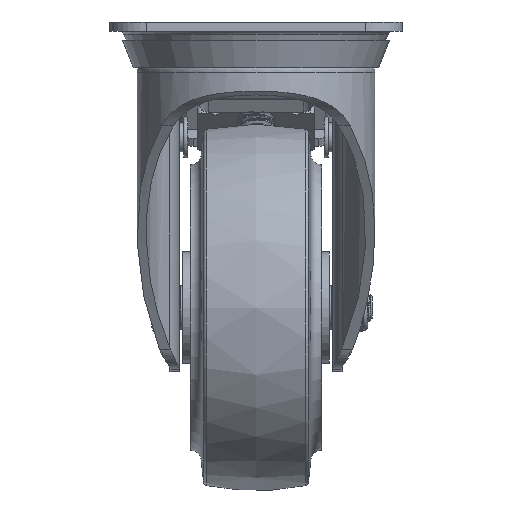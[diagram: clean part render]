
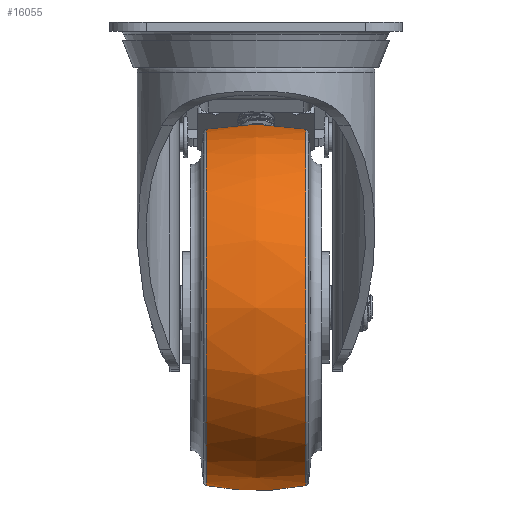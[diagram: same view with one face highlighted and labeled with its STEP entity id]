
A CAD part, left-side view. The second image highlights one B-rep face of the part: STEP entity #16055.
In plain terms, the highlighted free-form (B-spline) face has degree [2, 2] with [3, 9] control points.
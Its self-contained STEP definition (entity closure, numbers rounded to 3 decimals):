
#1436=(
BOUNDED_SURFACE()
B_SPLINE_SURFACE(2,2,((#23853,#23854,#23855,#23856,#23857,#23858,#23859,
#23860,#23861),(#23862,#23863,#23864,#23865,#23866,#23867,#23868,#23869,
#23870),(#23871,#23872,#23873,#23874,#23875,#23876,#23877,#23878,#23879)),
 .UNSPECIFIED.,.F.,.T.,.F.)
B_SPLINE_SURFACE_WITH_KNOTS((3,3),(3,2,2,2,3),(-0.199,0.199),
(-3.142,-1.571,0.,1.571,3.142),
 .UNSPECIFIED.)
GEOMETRIC_REPRESENTATION_ITEM()
RATIONAL_B_SPLINE_SURFACE(((1.,0.707,1.,0.707,1.,
0.707,1.,0.707,1.),(0.98,0.693,
0.98,0.693,0.98,0.693,
0.98,0.693,0.98),(1.,0.707,
1.,0.707,1.,0.707,1.,0.707,1.)))
REPRESENTATION_ITEM('')
SURFACE()
);
#1564=FACE_OUTER_BOUND('',#2505,.T.);
#2505=EDGE_LOOP('',(#10854,#10855,#10856,#10857));
#5737=CIRCLE('',#17262,48.649);
#5738=CIRCLE('',#17263,68.437);
#5739=CIRCLE('',#17264,48.649);
#6656=VERTEX_POINT('',#23850);
#6657=VERTEX_POINT('',#23880);
#8343=EDGE_CURVE('',#6656,#6656,#5737,.T.);
#8344=EDGE_CURVE('',#6656,#6657,#5738,.T.);
#8345=EDGE_CURVE('',#6657,#6657,#5739,.T.);
#10854=ORIENTED_EDGE('',*,*,#8343,.F.);
#10855=ORIENTED_EDGE('',*,*,#8344,.T.);
#10856=ORIENTED_EDGE('',*,*,#8345,.T.);
#10857=ORIENTED_EDGE('',*,*,#8344,.F.);
#16055=ADVANCED_FACE('',(#1564),#1436,.F.);
#17262=AXIS2_PLACEMENT_3D('',#23852,#19104,#19105);
#17263=AXIS2_PLACEMENT_3D('',#23881,#19106,#19107);
#17264=AXIS2_PLACEMENT_3D('',#23882,#19108,#19109);
#19104=DIRECTION('center_axis',(0.,1.,0.));
#19105=DIRECTION('ref_axis',(0.,0.,1.));
#19106=DIRECTION('center_axis',(-1.,0.,0.));
#19107=DIRECTION('ref_axis',(0.,0.,
-1.));
#19108=DIRECTION('center_axis',(0.,1.,0.));
#19109=DIRECTION('ref_axis',(0.,0.,1.));
#23850=CARTESIAN_POINT('',(0.,13.53,-48.649));
#23852=CARTESIAN_POINT('Origin',(0.,13.53,0.));
#23853=CARTESIAN_POINT('Ctrl Pts',(0.,-13.53,-48.649));
#23854=CARTESIAN_POINT('Ctrl Pts',(-48.649,-13.53,
-48.649));
#23855=CARTESIAN_POINT('Ctrl Pts',(-48.649,-13.53,
0.));
#23856=CARTESIAN_POINT('Ctrl Pts',(-48.649,-13.53,
48.649));
#23857=CARTESIAN_POINT('Ctrl Pts',(0.,-13.53,48.649));
#23858=CARTESIAN_POINT('Ctrl Pts',(48.649,-13.53,48.649));
#23859=CARTESIAN_POINT('Ctrl Pts',(48.649,-13.53,0.));
#23860=CARTESIAN_POINT('Ctrl Pts',(48.649,-13.53,-48.649));
#23861=CARTESIAN_POINT('Ctrl Pts',(0.,-13.53,-48.649));
#23862=CARTESIAN_POINT('Ctrl Pts',(0.,0.,-51.378));
#23863=CARTESIAN_POINT('Ctrl Pts',(-51.378,0.,
-51.378));
#23864=CARTESIAN_POINT('Ctrl Pts',(-51.378,0.,
0.));
#23865=CARTESIAN_POINT('Ctrl Pts',(-51.378,0.,
51.378));
#23866=CARTESIAN_POINT('Ctrl Pts',(0.,0.,51.378));
#23867=CARTESIAN_POINT('Ctrl Pts',(51.378,0.,
51.378));
#23868=CARTESIAN_POINT('Ctrl Pts',(51.378,0.,
0.));
#23869=CARTESIAN_POINT('Ctrl Pts',(51.378,0.,
-51.378));
#23870=CARTESIAN_POINT('Ctrl Pts',(0.,0.,-51.378));
#23871=CARTESIAN_POINT('Ctrl Pts',(0.,13.53,-48.649));
#23872=CARTESIAN_POINT('Ctrl Pts',(-48.649,13.53,-48.649));
#23873=CARTESIAN_POINT('Ctrl Pts',(-48.649,13.53,0.));
#23874=CARTESIAN_POINT('Ctrl Pts',(-48.649,13.53,48.649));
#23875=CARTESIAN_POINT('Ctrl Pts',(0.,13.53,48.649));
#23876=CARTESIAN_POINT('Ctrl Pts',(48.649,13.53,48.649));
#23877=CARTESIAN_POINT('Ctrl Pts',(48.649,13.53,0.));
#23878=CARTESIAN_POINT('Ctrl Pts',(48.649,13.53,-48.649));
#23879=CARTESIAN_POINT('Ctrl Pts',(0.,13.53,-48.649));
#23880=CARTESIAN_POINT('',(0.,-13.53,-48.649));
#23881=CARTESIAN_POINT('Origin',(0.,0.,
18.437));
#23882=CARTESIAN_POINT('Origin',(0.,-13.53,0.));
